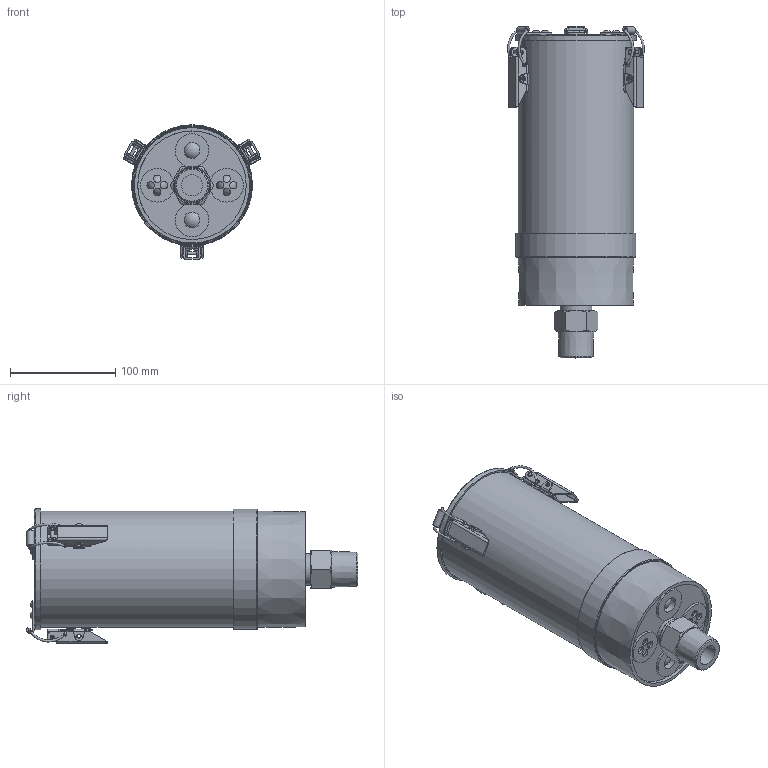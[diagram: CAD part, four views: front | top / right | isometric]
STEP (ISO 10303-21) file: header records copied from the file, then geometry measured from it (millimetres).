
FILE_DESCRIPTION (( 'STEP AP214' ), '1' );
FILE_NAME ('05.0031.17 VV-RV_3M_F_22_P3_XC_N1m.STEP', '2023-01-27T09:39:28', ( '' ), ( '' ), 'SwSTEP 2.0', 'SolidWorks 2020', '' );
FILE_SCHEMA (( 'AUTOMOTIVE_DESIGN' ));
Length unit declared in the file: millimetre
Products named in the file (1): 05.0031.17 VV-RV_3M_F_22_P3_XC_N1m
Bounding box: 130 x 315.3 x 127.79 mm (x, y, z)
Volume: 683768.5 mm3; surface area: 367895 mm2
Topology: 49 solids, 53 shells, 1187 faces, 2747 edges, 1712 vertices
Faces by surface type: plane 539, cylinder 343, cone 134, torus 94, bspline 66, sphere 11
Full cylindrical faces by diameter (mm): 2 x21, 2.4 x6, 3.1 x9, 3.2 x6, 3.3 x6, 4 x18, 4.1 x12, 4.2 x6, 6 x6, 6.1 x6, 7 x8, 9 x6, 15 x2, 16 x4, 20 x6, 21 x4, 22 x2, 23.44 x1, 24.12 x3, 26.44 x2, 27.8 x4, 30 x1, 31 x2, 31.5 x1, 31.9 x2, 32 x2, 39 x1, 45 x1, 93 x1, 94.5 x1
Entity records: 56562 total; most frequent: CARTESIAN_POINT 18119, DIRECTION 5018, ORIENTED_EDGE 4618, EDGE_CURVE 2309, AXIS2_PLACEMENT_3D 2027, EDGE_LOOP 1762, VERTEX_POINT 1625, FACE_OUTER_BOUND 1444
